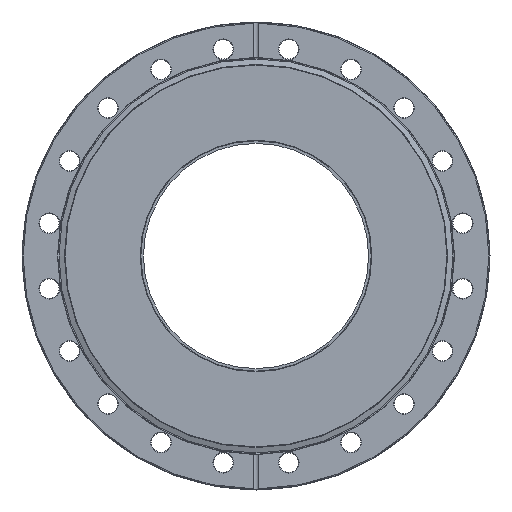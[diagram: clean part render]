
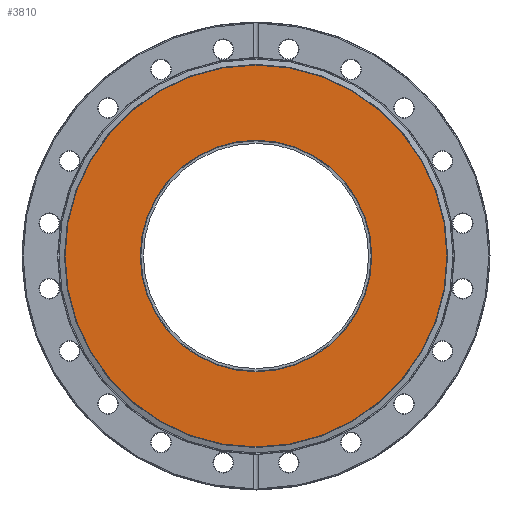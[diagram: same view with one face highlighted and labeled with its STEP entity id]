
A CAD part, front view. The second image highlights one B-rep face of the part: STEP entity #3810.
In plain terms, the highlighted planar face has unit normal (0, -1, 0).
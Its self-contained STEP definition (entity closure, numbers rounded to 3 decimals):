
#25 = DIRECTION ( 'NONE',  ( 0., 1., 0. ) ) ;
#112 = AXIS2_PLACEMENT_3D ( 'NONE', #3174, #799, #4457 ) ;
#360 = DIRECTION ( 'NONE',  ( 0., 0., -1. ) ) ;
#477 = FACE_OUTER_BOUND ( 'NONE', #4535, .T. ) ;
#479 = AXIS2_PLACEMENT_3D ( 'NONE', #1928, #4756, #2342 ) ;
#493 = EDGE_LOOP ( 'NONE', ( #4423 ) ) ;
#799 = DIRECTION ( 'NONE',  ( 0., -1., 0. ) ) ;
#850 = PLANE ( 'NONE',  #112 ) ;
#1229 = CIRCLE ( 'NONE', #479, 82.593 ) ;
#1928 = CARTESIAN_POINT ( 'NONE',  ( 0., -21.18, 0. ) ) ;
#2342 = DIRECTION ( 'NONE',  ( 0., 0., -1. ) ) ;
#2405 = CARTESIAN_POINT ( 'NONE',  ( 0., -21.18, 0. ) ) ;
#2493 = EDGE_CURVE ( 'NONE', #3663, #3663, #3743, .T. ) ;
#2705 = FACE_BOUND ( 'NONE', #493, .T. ) ;
#3174 = CARTESIAN_POINT ( 'NONE',  ( -50.05, -21.18, 0. ) ) ;
#3256 = CARTESIAN_POINT ( 'NONE',  ( 0., -21.18, -82.593 ) ) ;
#3663 = VERTEX_POINT ( 'NONE', #5075 ) ;
#3710 = VERTEX_POINT ( 'NONE', #3256 ) ;
#3743 = CIRCLE ( 'NONE', #4955, 50.05 ) ;
#3810 = ADVANCED_FACE ( 'NONE', ( #2705, #477 ), #850, .T. ) ;
#4114 = ORIENTED_EDGE ( 'NONE', *, *, #4767, .T. ) ;
#4423 = ORIENTED_EDGE ( 'NONE', *, *, #2493, .T. ) ;
#4457 = DIRECTION ( 'NONE',  ( 0., 0., -1. ) ) ;
#4535 = EDGE_LOOP ( 'NONE', ( #4114 ) ) ;
#4756 = DIRECTION ( 'NONE',  ( 0., -1., 0. ) ) ;
#4767 = EDGE_CURVE ( 'NONE', #3710, #3710, #1229, .T. ) ;
#4955 = AXIS2_PLACEMENT_3D ( 'NONE', #2405, #25, #360 ) ;
#5075 = CARTESIAN_POINT ( 'NONE',  ( 0., -21.18, -50.05 ) ) ;
